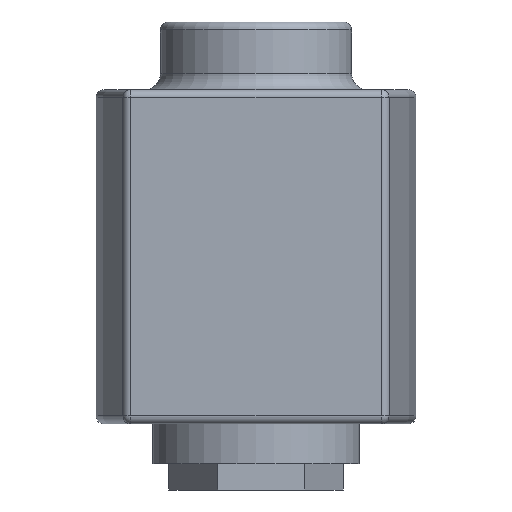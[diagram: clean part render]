
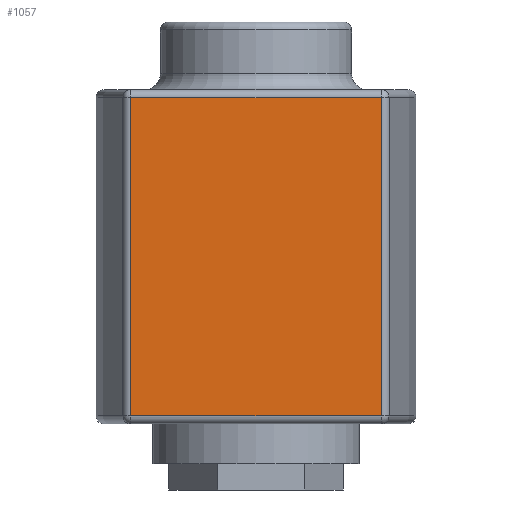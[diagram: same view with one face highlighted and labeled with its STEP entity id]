
A CAD part, left-side view. The second image highlights one B-rep face of the part: STEP entity #1057.
In plain terms, the highlighted planar face has unit normal (-1, 0, 0).
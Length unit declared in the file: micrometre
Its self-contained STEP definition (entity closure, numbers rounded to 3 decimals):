
#46=PLANE('',#1192);
#95=FACE_OUTER_BOUND('',#168,.T.);
#168=EDGE_LOOP('',(#798,#799,#800,#801));
#263=LINE('',#1864,#330);
#264=LINE('',#1866,#331);
#265=LINE('',#1868,#332);
#266=LINE('',#1869,#333);
#330=VECTOR('',#1448,1000000.);
#331=VECTOR('',#1449,1000000.);
#332=VECTOR('',#1450,1000000.);
#333=VECTOR('',#1451,1000000.);
#515=VERTEX_POINT('',#1862);
#516=VERTEX_POINT('',#1863);
#517=VERTEX_POINT('',#1865);
#518=VERTEX_POINT('',#1867);
#623=EDGE_CURVE('',#515,#516,#263,.T.);
#624=EDGE_CURVE('',#516,#517,#264,.T.);
#625=EDGE_CURVE('',#517,#518,#265,.T.);
#626=EDGE_CURVE('',#518,#515,#266,.T.);
#798=ORIENTED_EDGE('',*,*,#623,.T.);
#799=ORIENTED_EDGE('',*,*,#624,.T.);
#800=ORIENTED_EDGE('',*,*,#625,.T.);
#801=ORIENTED_EDGE('',*,*,#626,.T.);
#1057=ADVANCED_FACE('',(#95),#46,.T.);
#1192=AXIS2_PLACEMENT_3D('',#1861,#1446,#1447);
#1446=DIRECTION('center_axis',(-1.,0.,0.));
#1447=DIRECTION('ref_axis',(0.,-1.,0.));
#1448=DIRECTION('',(0.,0.,-1.));
#1449=DIRECTION('',(0.,-1.,0.));
#1450=DIRECTION('',(0.,0.,1.));
#1451=DIRECTION('',(0.,1.,0.));
#1861=CARTESIAN_POINT('Origin',(-24000.,16500.,-42000.));
#1862=CARTESIAN_POINT('',(-24000.,15756.768,-1000.));
#1863=CARTESIAN_POINT('',(-24000.,15756.768,-41000.));
#1864=CARTESIAN_POINT('',(-24000.,15756.768,-42000.));
#1865=CARTESIAN_POINT('',(-24000.,-15756.768,-41000.));
#1866=CARTESIAN_POINT('',(-24000.,-16500.,-41000.));
#1867=CARTESIAN_POINT('',(-24000.,-15756.768,-1000.));
#1868=CARTESIAN_POINT('',(-24000.,-15756.768,-42000.));
#1869=CARTESIAN_POINT('',(-24000.,16500.,-1000.));
